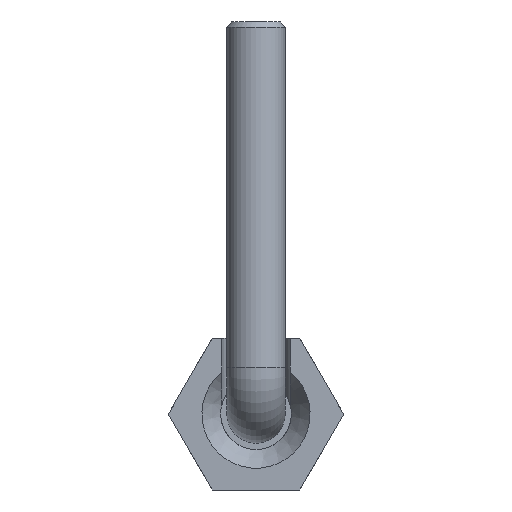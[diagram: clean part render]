
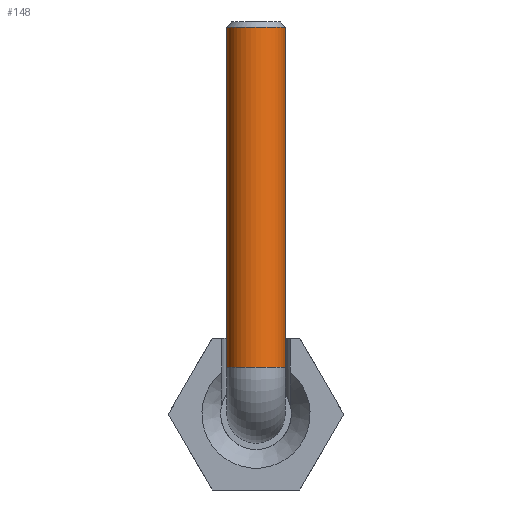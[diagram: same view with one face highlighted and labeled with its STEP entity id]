
A CAD part, left-side view. The second image highlights one B-rep face of the part: STEP entity #148.
In plain terms, the highlighted cylindrical face has radius 1.15 mm (diameter 2.3 mm), a full revolution.
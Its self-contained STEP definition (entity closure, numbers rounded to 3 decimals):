
#148 = ADVANCED_FACE( '', ( #284, #285 ), #286, .T. );
#284 = FACE_OUTER_BOUND( '', #407, .T. );
#285 = FACE_OUTER_BOUND( '', #408, .T. );
#286 = CYLINDRICAL_SURFACE( '', #409, 1.15 );
#407 = EDGE_LOOP( '', ( #622 ) );
#408 = EDGE_LOOP( '', ( #623 ) );
#409 = AXIS2_PLACEMENT_3D( '', #624, #625, #626 );
#622 = ORIENTED_EDGE( '', *, *, #735, .F. );
#623 = ORIENTED_EDGE( '', *, *, #732, .T. );
#624 = CARTESIAN_POINT( '', ( 0., 0., 1.85 ) );
#625 = DIRECTION( '', ( 0., 0., 1. ) );
#626 = DIRECTION( '', ( -1., 0., 0. ) );
#732 = EDGE_CURVE( '', #855, #855, #856, .T. );
#735 = EDGE_CURVE( '', #860, #860, #861, .T. );
#855 = VERTEX_POINT( '', #1049 );
#856 = CIRCLE( '', #1050, 1.15 );
#860 = VERTEX_POINT( '', #1054 );
#861 = CIRCLE( '', #1055, 1.15 );
#1049 = CARTESIAN_POINT( '', ( -1.15, 0., 15.3 ) );
#1050 = AXIS2_PLACEMENT_3D( '', #1160, #1161, #1162 );
#1054 = CARTESIAN_POINT( '', ( -1.15, 0., 1.85 ) );
#1055 = AXIS2_PLACEMENT_3D( '', #1166, #1167, #1168 );
#1160 = CARTESIAN_POINT( '', ( 0., 0., 15.3 ) );
#1161 = DIRECTION( '', ( 0., 0., -1. ) );
#1162 = DIRECTION( '', ( -1., 0., 0. ) );
#1166 = CARTESIAN_POINT( '', ( 0., 0., 1.85 ) );
#1167 = DIRECTION( '', ( 0., 0., -1. ) );
#1168 = DIRECTION( '', ( -1., 0., 0. ) );
